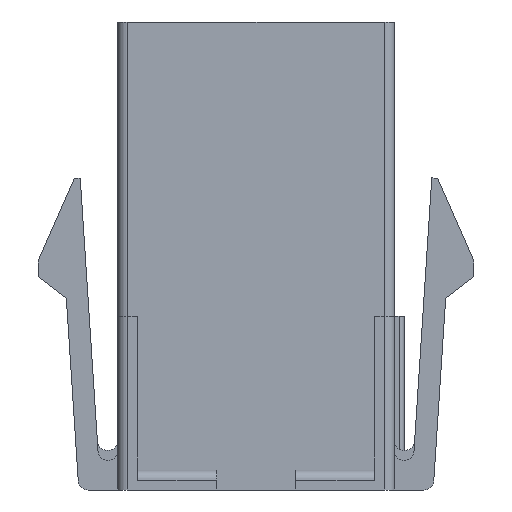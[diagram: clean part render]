
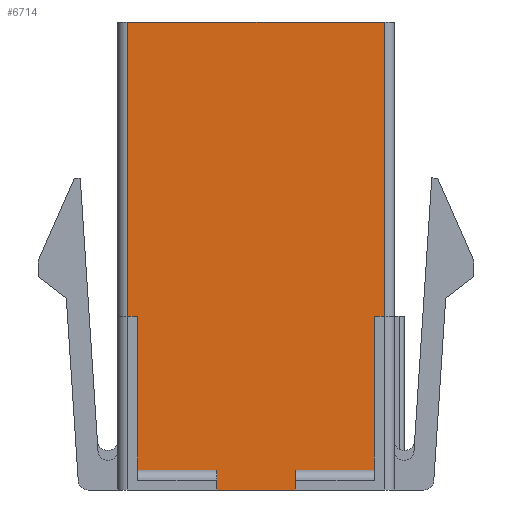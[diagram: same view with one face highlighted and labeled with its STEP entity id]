
A CAD part, left-side view. The second image highlights one B-rep face of the part: STEP entity #6714.
In plain terms, the highlighted planar face has unit normal (-1, 0, 0).
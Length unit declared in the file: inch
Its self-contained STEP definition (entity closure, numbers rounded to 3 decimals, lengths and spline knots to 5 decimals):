
#19 = CARTESIAN_POINT ( 'NONE',  ( -0.27559, -0.07874, 0. ) ) ;
#112 = LINE ( 'NONE', #7927, #1286 ) ;
#151 = VERTEX_POINT ( 'NONE', #671 ) ;
#232 = ORIENTED_EDGE ( 'NONE', *, *, #10258, .F. ) ;
#274 = LINE ( 'NONE', #6104, #6524 ) ;
#421 = LINE ( 'NONE', #19, #3982 ) ;
#671 = CARTESIAN_POINT ( 'NONE',  ( -0.27559, 0.25591, 0. ) ) ;
#675 = LINE ( 'NONE', #7831, #4105 ) ;
#796 = CARTESIAN_POINT ( 'NONE',  ( -0.27559, -0.25591, 0. ) ) ;
#875 = CARTESIAN_POINT ( 'NONE',  ( -0.27559, -0.07874, -0.93307 ) ) ;
#958 = EDGE_CURVE ( 'NONE', #8907, #5327, #421, .T. ) ;
#977 = CARTESIAN_POINT ( 'NONE',  ( -0.27559, -0.07874, -0.8937 ) ) ;
#1003 = LINE ( 'NONE', #7960, #5262 ) ;
#1278 = ORIENTED_EDGE ( 'NONE', *, *, #5392, .T. ) ;
#1286 = VECTOR ( 'NONE', #7897, 39.37008 ) ;
#1357 = DIRECTION ( 'NONE',  ( 0., -1., 0. ) ) ;
#1490 = DIRECTION ( 'NONE',  ( 0., 0., 1. ) ) ;
#1518 = VERTEX_POINT ( 'NONE', #1765 ) ;
#1765 = CARTESIAN_POINT ( 'NONE',  ( -0.27559, -0.23622, -0.58661 ) ) ;
#1892 = PLANE ( 'NONE',  #5142 ) ;
#2179 = ORIENTED_EDGE ( 'NONE', *, *, #7821, .T. ) ;
#2586 = DIRECTION ( 'NONE',  ( 0., -1., 0. ) ) ;
#2590 = CARTESIAN_POINT ( 'NONE',  ( -0.27559, -0.25591, -0.58661 ) ) ;
#2613 = LINE ( 'NONE', #8379, #4218 ) ;
#2777 = LINE ( 'NONE', #3432, #3446 ) ;
#2971 = ORIENTED_EDGE ( 'NONE', *, *, #8529, .T. ) ;
#3004 = DIRECTION ( 'NONE',  ( 0., 0., 1. ) ) ;
#3040 = DIRECTION ( 'NONE',  ( -1., 0., 0. ) ) ;
#3092 = CARTESIAN_POINT ( 'NONE',  ( -0.27559, 0.27559, -0.58661 ) ) ;
#3147 = VECTOR ( 'NONE', #2586, 39.37008 ) ;
#3329 = DIRECTION ( 'NONE',  ( 0., 0., 1. ) ) ;
#3410 = CARTESIAN_POINT ( 'NONE',  ( -0.27559, 0.27559, -0.93307 ) ) ;
#3432 = CARTESIAN_POINT ( 'NONE',  ( -0.27559, 0.27559, -0.58661 ) ) ;
#3446 = VECTOR ( 'NONE', #9419, 39.37008 ) ;
#3620 = ORIENTED_EDGE ( 'NONE', *, *, #10491, .T. ) ;
#3857 = ORIENTED_EDGE ( 'NONE', *, *, #10780, .T. ) ;
#3893 = CARTESIAN_POINT ( 'NONE',  ( -0.27559, 0.27559, 0. ) ) ;
#3982 = VECTOR ( 'NONE', #5961, 39.37008 ) ;
#4105 = VECTOR ( 'NONE', #6088, 39.37008 ) ;
#4116 = CARTESIAN_POINT ( 'NONE',  ( -0.27559, -0.23622, 0. ) ) ;
#4165 = EDGE_CURVE ( 'NONE', #1518, #8904, #10939, .T. ) ;
#4213 = CARTESIAN_POINT ( 'NONE',  ( -0.27559, -0.25591, 0. ) ) ;
#4218 = VECTOR ( 'NONE', #1490, 39.37008 ) ;
#4282 = CARTESIAN_POINT ( 'NONE',  ( -0.27559, 0.07874, -0.93307 ) ) ;
#4505 = EDGE_CURVE ( 'NONE', #6563, #7767, #2777, .T. ) ;
#4528 = ORIENTED_EDGE ( 'NONE', *, *, #4505, .T. ) ;
#4532 = VECTOR ( 'NONE', #4719, 39.37008 ) ;
#4719 = DIRECTION ( 'NONE',  ( 0., -1., 0. ) ) ;
#4835 = ORIENTED_EDGE ( 'NONE', *, *, #4165, .T. ) ;
#5142 = AXIS2_PLACEMENT_3D ( 'NONE', #3893, #3040, #3004 ) ;
#5145 = VERTEX_POINT ( 'NONE', #6066 ) ;
#5262 = VECTOR ( 'NONE', #7999, 39.37008 ) ;
#5327 = VERTEX_POINT ( 'NONE', #977 ) ;
#5392 = EDGE_CURVE ( 'NONE', #5145, #8909, #274, .T. ) ;
#5434 = LINE ( 'NONE', #3410, #3147 ) ;
#5733 = CARTESIAN_POINT ( 'NONE',  ( -0.27559, 0.27559, -0.8937 ) ) ;
#5961 = DIRECTION ( 'NONE',  ( 0., 0., 1. ) ) ;
#5979 = VECTOR ( 'NONE', #1357, 39.37008 ) ;
#6066 = CARTESIAN_POINT ( 'NONE',  ( -0.27559, 0.07874, -0.8937 ) ) ;
#6088 = DIRECTION ( 'NONE',  ( 0., -1., 0. ) ) ;
#6104 = CARTESIAN_POINT ( 'NONE',  ( -0.27559, 0.07874, 0. ) ) ;
#6347 = FACE_OUTER_BOUND ( 'NONE', #9930, .T. ) ;
#6414 = VERTEX_POINT ( 'NONE', #4213 ) ;
#6468 = ORIENTED_EDGE ( 'NONE', *, *, #958, .T. ) ;
#6524 = VECTOR ( 'NONE', #8686, 39.37008 ) ;
#6563 = VERTEX_POINT ( 'NONE', #8664 ) ;
#6601 = VECTOR ( 'NONE', #3329, 39.37008 ) ;
#6714 = ADVANCED_FACE ( 'NONE', ( #6347 ), #1892, .T. ) ;
#6725 = CARTESIAN_POINT ( 'NONE',  ( -0.27559, -0.23622, -0.8937 ) ) ;
#6877 = ORIENTED_EDGE ( 'NONE', *, *, #8313, .F. ) ;
#7008 = VERTEX_POINT ( 'NONE', #6725 ) ;
#7038 = EDGE_CURVE ( 'NONE', #8904, #6414, #10868, .T. ) ;
#7573 = VECTOR ( 'NONE', #7698, 39.37008 ) ;
#7698 = DIRECTION ( 'NONE',  ( 0., 0., 1. ) ) ;
#7767 = VERTEX_POINT ( 'NONE', #9729 ) ;
#7798 = CARTESIAN_POINT ( 'NONE',  ( -0.27559, 0.23622, -0.8937 ) ) ;
#7821 = EDGE_CURVE ( 'NONE', #7767, #10579, #1003, .T. ) ;
#7831 = CARTESIAN_POINT ( 'NONE',  ( -0.27559, 0., 0. ) ) ;
#7897 = DIRECTION ( 'NONE',  ( 0., -1., 0. ) ) ;
#7927 = CARTESIAN_POINT ( 'NONE',  ( -0.27559, 0.27559, -0.8937 ) ) ;
#7941 = LINE ( 'NONE', #4116, #6601 ) ;
#7960 = CARTESIAN_POINT ( 'NONE',  ( -0.27559, 0.23622, 0. ) ) ;
#7999 = DIRECTION ( 'NONE',  ( 0., 0., -1. ) ) ;
#8313 = EDGE_CURVE ( 'NONE', #6563, #151, #2613, .T. ) ;
#8379 = CARTESIAN_POINT ( 'NONE',  ( -0.27559, 0.25591, 1.21635 ) ) ;
#8529 = EDGE_CURVE ( 'NONE', #5327, #7008, #112, .T. ) ;
#8664 = CARTESIAN_POINT ( 'NONE',  ( -0.27559, 0.25591, -0.58661 ) ) ;
#8686 = DIRECTION ( 'NONE',  ( 0., 0., -1. ) ) ;
#8786 = LINE ( 'NONE', #5733, #5979 ) ;
#8852 = ORIENTED_EDGE ( 'NONE', *, *, #7038, .T. ) ;
#8904 = VERTEX_POINT ( 'NONE', #2590 ) ;
#8907 = VERTEX_POINT ( 'NONE', #875 ) ;
#8909 = VERTEX_POINT ( 'NONE', #4282 ) ;
#9419 = DIRECTION ( 'NONE',  ( 0., -1., 0. ) ) ;
#9460 = EDGE_CURVE ( 'NONE', #7008, #1518, #7941, .T. ) ;
#9574 = ORIENTED_EDGE ( 'NONE', *, *, #9460, .T. ) ;
#9729 = CARTESIAN_POINT ( 'NONE',  ( -0.27559, 0.23622, -0.58661 ) ) ;
#9930 = EDGE_LOOP ( 'NONE', ( #4835, #8852, #232, #6877, #4528, #2179, #3620, #1278, #3857, #6468, #2971, #9574 ) ) ;
#10258 = EDGE_CURVE ( 'NONE', #151, #6414, #675, .T. ) ;
#10491 = EDGE_CURVE ( 'NONE', #10579, #5145, #8786, .T. ) ;
#10579 = VERTEX_POINT ( 'NONE', #7798 ) ;
#10780 = EDGE_CURVE ( 'NONE', #8909, #8907, #5434, .T. ) ;
#10868 = LINE ( 'NONE', #796, #7573 ) ;
#10939 = LINE ( 'NONE', #3092, #4532 ) ;
